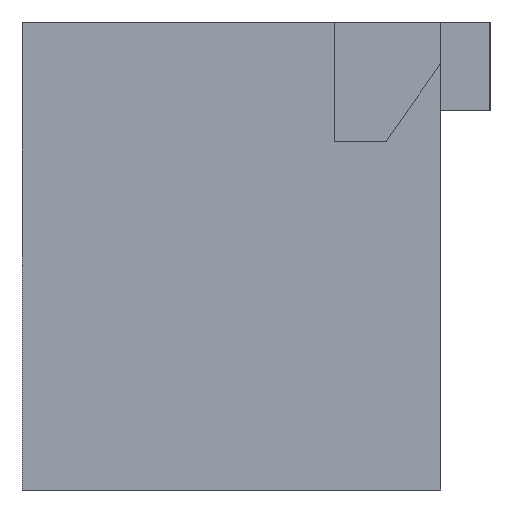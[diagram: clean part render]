
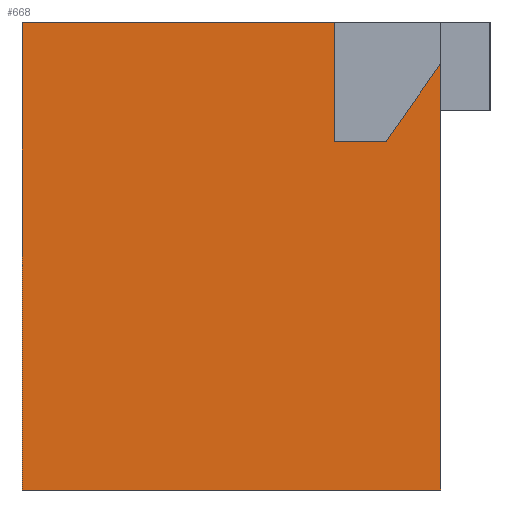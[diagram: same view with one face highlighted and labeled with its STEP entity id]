
A CAD part, left-side view. The second image highlights one B-rep face of the part: STEP entity #668.
In plain terms, the highlighted planar face has unit normal (-1, 0, 0).
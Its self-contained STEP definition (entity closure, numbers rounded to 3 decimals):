
#24 = VERTEX_POINT('',#25);
#25 = CARTESIAN_POINT('',(0.,34.2,0.));
#32 = PLANE('',#33);
#33 = AXIS2_PLACEMENT_3D('',#34,#35,#36);
#34 = CARTESIAN_POINT('',(5.85,34.2,0.));
#35 = DIRECTION('',(0.,0.,1.));
#36 = DIRECTION('',(1.,0.,0.));
#44 = PLANE('',#45);
#45 = AXIS2_PLACEMENT_3D('',#46,#47,#48);
#46 = CARTESIAN_POINT('',(5.85,34.2,0.));
#47 = DIRECTION('',(0.,-1.,0.));
#48 = DIRECTION('',(-1.,0.,0.));
#418 = VERTEX_POINT('',#419);
#419 = CARTESIAN_POINT('',(0.,50.3,0.));
#433 = PLANE('',#434);
#434 = AXIS2_PLACEMENT_3D('',#435,#436,#437);
#435 = CARTESIAN_POINT('',(0.,50.3,0.));
#436 = DIRECTION('',(0.,1.,0.));
#437 = DIRECTION('',(1.,0.,0.));
#445 = EDGE_CURVE('',#24,#418,#446,.T.);
#446 = SURFACE_CURVE('',#447,(#451,#458),.PCURVE_S1.);
#447 = LINE('',#448,#449);
#448 = CARTESIAN_POINT('',(0.,34.2,0.));
#449 = VECTOR('',#450,1.);
#450 = DIRECTION('',(0.,1.,0.));
#451 = PCURVE('',#32,#452);
#452 = DEFINITIONAL_REPRESENTATION('',(#453),#457);
#453 = LINE('',#454,#455);
#454 = CARTESIAN_POINT('',(-5.85,0.));
#455 = VECTOR('',#456,1.);
#456 = DIRECTION('',(0.,1.));
#457 = ( GEOMETRIC_REPRESENTATION_CONTEXT(2) 
PARAMETRIC_REPRESENTATION_CONTEXT() REPRESENTATION_CONTEXT('2D SPACE',''
  ) );
#458 = PCURVE('',#459,#464);
#459 = PLANE('',#460);
#460 = AXIS2_PLACEMENT_3D('',#461,#462,#463);
#461 = CARTESIAN_POINT('',(0.,34.2,0.));
#462 = DIRECTION('',(-1.,0.,0.));
#463 = DIRECTION('',(0.,1.,0.));
#464 = DEFINITIONAL_REPRESENTATION('',(#465),#469);
#465 = LINE('',#466,#467);
#466 = CARTESIAN_POINT('',(0.,0.));
#467 = VECTOR('',#468,1.);
#468 = DIRECTION('',(1.,0.));
#469 = ( GEOMETRIC_REPRESENTATION_CONTEXT(2) 
PARAMETRIC_REPRESENTATION_CONTEXT() REPRESENTATION_CONTEXT('2D SPACE',''
  ) );
#621 = VERTEX_POINT('',#622);
#622 = CARTESIAN_POINT('',(0.,34.2,16.399));
#648 = EDGE_CURVE('',#24,#621,#649,.T.);
#649 = SURFACE_CURVE('',#650,(#654,#661),.PCURVE_S1.);
#650 = LINE('',#651,#652);
#651 = CARTESIAN_POINT('',(0.,34.2,0.));
#652 = VECTOR('',#653,1.);
#653 = DIRECTION('',(0.,0.,1.));
#654 = PCURVE('',#44,#655);
#655 = DEFINITIONAL_REPRESENTATION('',(#656),#660);
#656 = LINE('',#657,#658);
#657 = CARTESIAN_POINT('',(5.85,0.));
#658 = VECTOR('',#659,1.);
#659 = DIRECTION('',(0.,-1.));
#660 = ( GEOMETRIC_REPRESENTATION_CONTEXT(2) 
PARAMETRIC_REPRESENTATION_CONTEXT() REPRESENTATION_CONTEXT('2D SPACE',''
  ) );
#661 = PCURVE('',#459,#662);
#662 = DEFINITIONAL_REPRESENTATION('',(#663),#667);
#663 = LINE('',#664,#665);
#664 = CARTESIAN_POINT('',(0.,0.));
#665 = VECTOR('',#666,1.);
#666 = DIRECTION('',(0.,-1.));
#667 = ( GEOMETRIC_REPRESENTATION_CONTEXT(2) 
PARAMETRIC_REPRESENTATION_CONTEXT() REPRESENTATION_CONTEXT('2D SPACE',''
  ) );
#668 = ADVANCED_FACE('',(#669),#459,.T.);
#669 = FACE_BOUND('',#670,.T.);
#670 = EDGE_LOOP('',(#671,#672,#673,#701,#724,#747,#775));
#671 = ORIENTED_EDGE('',*,*,#445,.F.);
#672 = ORIENTED_EDGE('',*,*,#648,.T.);
#673 = ORIENTED_EDGE('',*,*,#674,.F.);
#674 = EDGE_CURVE('',#675,#621,#677,.T.);
#675 = VERTEX_POINT('',#676);
#676 = CARTESIAN_POINT('',(0.,36.3,13.4));
#677 = SURFACE_CURVE('',#678,(#682,#689),.PCURVE_S1.);
#678 = LINE('',#679,#680);
#679 = CARTESIAN_POINT('',(0.,36.3,13.4));
#680 = VECTOR('',#681,1.);
#681 = DIRECTION('',(0.,-0.574,0.819));
#682 = PCURVE('',#459,#683);
#683 = DEFINITIONAL_REPRESENTATION('',(#684),#688);
#684 = LINE('',#685,#686);
#685 = CARTESIAN_POINT('',(2.1,-13.4));
#686 = VECTOR('',#687,1.);
#687 = DIRECTION('',(-0.574,-0.819));
#688 = ( GEOMETRIC_REPRESENTATION_CONTEXT(2) 
PARAMETRIC_REPRESENTATION_CONTEXT() REPRESENTATION_CONTEXT('2D SPACE',''
  ) );
#689 = PCURVE('',#690,#695);
#690 = PLANE('',#691);
#691 = AXIS2_PLACEMENT_3D('',#692,#693,#694);
#692 = CARTESIAN_POINT('',(0.,34.2,0.));
#693 = DIRECTION('',(-1.,0.,0.));
#694 = DIRECTION('',(0.,1.,0.));
#695 = DEFINITIONAL_REPRESENTATION('',(#696),#700);
#696 = LINE('',#697,#698);
#697 = CARTESIAN_POINT('',(2.1,-13.4));
#698 = VECTOR('',#699,1.);
#699 = DIRECTION('',(-0.574,-0.819));
#700 = ( GEOMETRIC_REPRESENTATION_CONTEXT(2) 
PARAMETRIC_REPRESENTATION_CONTEXT() REPRESENTATION_CONTEXT('2D SPACE',''
  ) );
#701 = ORIENTED_EDGE('',*,*,#702,.F.);
#702 = EDGE_CURVE('',#703,#675,#705,.T.);
#703 = VERTEX_POINT('',#704);
#704 = CARTESIAN_POINT('',(0.,38.3,13.4));
#705 = SURFACE_CURVE('',#706,(#710,#717),.PCURVE_S1.);
#706 = LINE('',#707,#708);
#707 = CARTESIAN_POINT('',(0.,38.3,13.4));
#708 = VECTOR('',#709,1.);
#709 = DIRECTION('',(0.,-1.,0.));
#710 = PCURVE('',#459,#711);
#711 = DEFINITIONAL_REPRESENTATION('',(#712),#716);
#712 = LINE('',#713,#714);
#713 = CARTESIAN_POINT('',(4.1,-13.4));
#714 = VECTOR('',#715,1.);
#715 = DIRECTION('',(-1.,0.));
#716 = ( GEOMETRIC_REPRESENTATION_CONTEXT(2) 
PARAMETRIC_REPRESENTATION_CONTEXT() REPRESENTATION_CONTEXT('2D SPACE',''
  ) );
#717 = PCURVE('',#690,#718);
#718 = DEFINITIONAL_REPRESENTATION('',(#719),#723);
#719 = LINE('',#720,#721);
#720 = CARTESIAN_POINT('',(4.1,-13.4));
#721 = VECTOR('',#722,1.);
#722 = DIRECTION('',(-1.,0.));
#723 = ( GEOMETRIC_REPRESENTATION_CONTEXT(2) 
PARAMETRIC_REPRESENTATION_CONTEXT() REPRESENTATION_CONTEXT('2D SPACE',''
  ) );
#724 = ORIENTED_EDGE('',*,*,#725,.F.);
#725 = EDGE_CURVE('',#726,#703,#728,.T.);
#726 = VERTEX_POINT('',#727);
#727 = CARTESIAN_POINT('',(0.,38.3,18.));
#728 = SURFACE_CURVE('',#729,(#733,#740),.PCURVE_S1.);
#729 = LINE('',#730,#731);
#730 = CARTESIAN_POINT('',(0.,38.3,18.));
#731 = VECTOR('',#732,1.);
#732 = DIRECTION('',(0.,0.,-1.));
#733 = PCURVE('',#459,#734);
#734 = DEFINITIONAL_REPRESENTATION('',(#735),#739);
#735 = LINE('',#736,#737);
#736 = CARTESIAN_POINT('',(4.1,-18.));
#737 = VECTOR('',#738,1.);
#738 = DIRECTION('',(0.,1.));
#739 = ( GEOMETRIC_REPRESENTATION_CONTEXT(2) 
PARAMETRIC_REPRESENTATION_CONTEXT() REPRESENTATION_CONTEXT('2D SPACE',''
  ) );
#740 = PCURVE('',#690,#741);
#741 = DEFINITIONAL_REPRESENTATION('',(#742),#746);
#742 = LINE('',#743,#744);
#743 = CARTESIAN_POINT('',(4.1,-18.));
#744 = VECTOR('',#745,1.);
#745 = DIRECTION('',(0.,1.));
#746 = ( GEOMETRIC_REPRESENTATION_CONTEXT(2) 
PARAMETRIC_REPRESENTATION_CONTEXT() REPRESENTATION_CONTEXT('2D SPACE',''
  ) );
#747 = ORIENTED_EDGE('',*,*,#748,.T.);
#748 = EDGE_CURVE('',#726,#749,#751,.T.);
#749 = VERTEX_POINT('',#750);
#750 = CARTESIAN_POINT('',(0.,50.3,18.));
#751 = SURFACE_CURVE('',#752,(#756,#763),.PCURVE_S1.);
#752 = LINE('',#753,#754);
#753 = CARTESIAN_POINT('',(0.,34.2,18.));
#754 = VECTOR('',#755,1.);
#755 = DIRECTION('',(0.,1.,0.));
#756 = PCURVE('',#459,#757);
#757 = DEFINITIONAL_REPRESENTATION('',(#758),#762);
#758 = LINE('',#759,#760);
#759 = CARTESIAN_POINT('',(0.,-18.));
#760 = VECTOR('',#761,1.);
#761 = DIRECTION('',(1.,0.));
#762 = ( GEOMETRIC_REPRESENTATION_CONTEXT(2) 
PARAMETRIC_REPRESENTATION_CONTEXT() REPRESENTATION_CONTEXT('2D SPACE',''
  ) );
#763 = PCURVE('',#764,#769);
#764 = PLANE('',#765);
#765 = AXIS2_PLACEMENT_3D('',#766,#767,#768);
#766 = CARTESIAN_POINT('',(5.85,34.2,18.));
#767 = DIRECTION('',(0.,0.,1.));
#768 = DIRECTION('',(1.,0.,0.));
#769 = DEFINITIONAL_REPRESENTATION('',(#770),#774);
#770 = LINE('',#771,#772);
#771 = CARTESIAN_POINT('',(-5.85,0.));
#772 = VECTOR('',#773,1.);
#773 = DIRECTION('',(0.,1.));
#774 = ( GEOMETRIC_REPRESENTATION_CONTEXT(2) 
PARAMETRIC_REPRESENTATION_CONTEXT() REPRESENTATION_CONTEXT('2D SPACE',''
  ) );
#775 = ORIENTED_EDGE('',*,*,#776,.F.);
#776 = EDGE_CURVE('',#418,#749,#777,.T.);
#777 = SURFACE_CURVE('',#778,(#782,#789),.PCURVE_S1.);
#778 = LINE('',#779,#780);
#779 = CARTESIAN_POINT('',(0.,50.3,0.));
#780 = VECTOR('',#781,1.);
#781 = DIRECTION('',(0.,0.,1.));
#782 = PCURVE('',#459,#783);
#783 = DEFINITIONAL_REPRESENTATION('',(#784),#788);
#784 = LINE('',#785,#786);
#785 = CARTESIAN_POINT('',(16.1,0.));
#786 = VECTOR('',#787,1.);
#787 = DIRECTION('',(0.,-1.));
#788 = ( GEOMETRIC_REPRESENTATION_CONTEXT(2) 
PARAMETRIC_REPRESENTATION_CONTEXT() REPRESENTATION_CONTEXT('2D SPACE',''
  ) );
#789 = PCURVE('',#433,#790);
#790 = DEFINITIONAL_REPRESENTATION('',(#791),#795);
#791 = LINE('',#792,#793);
#792 = CARTESIAN_POINT('',(0.,0.));
#793 = VECTOR('',#794,1.);
#794 = DIRECTION('',(0.,-1.));
#795 = ( GEOMETRIC_REPRESENTATION_CONTEXT(2) 
PARAMETRIC_REPRESENTATION_CONTEXT() REPRESENTATION_CONTEXT('2D SPACE',''
  ) );
